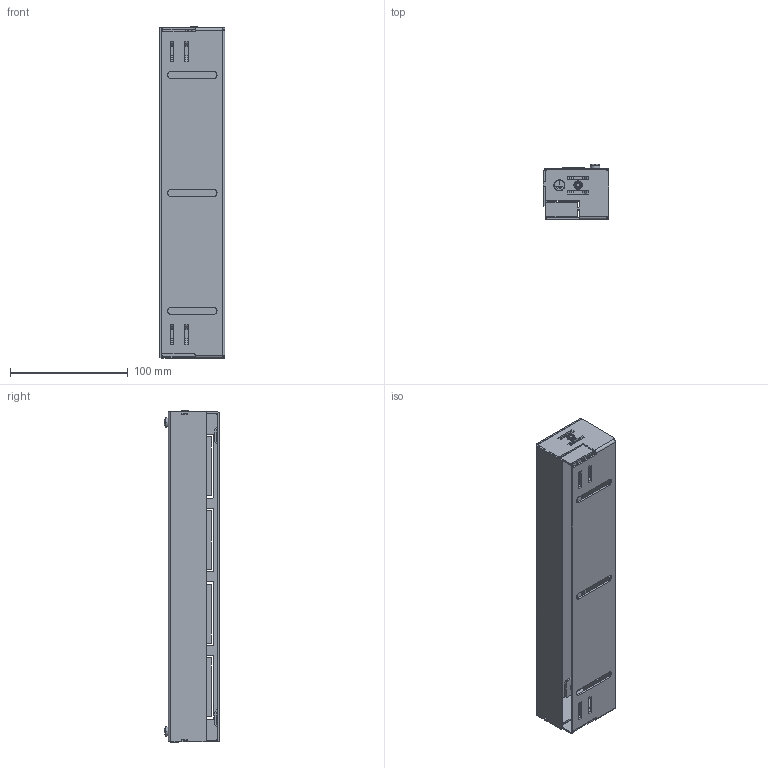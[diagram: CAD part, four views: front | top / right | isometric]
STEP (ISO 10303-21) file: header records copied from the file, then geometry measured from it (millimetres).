
FILE_DESCRIPTION (( 'STEP AP214' ), '1' );
FILE_NAME ('7403684.STEP', '2023-02-07T07:43:03', ( '' ), ( '' ), 'SwSTEP 2.0', 'SolidWorks 2022', '' );
FILE_SCHEMA (( 'AUTOMOTIVE_DESIGN' ));
Length unit declared in the file: millimetre
Products named in the file (7): 35104466_Standard; 116286_30x30; 116615_Standard; 7403684; 109108_Standard; 109107_Standard; 35104262_Standard
Assembly tree (7 placements, depth 2):
  7403684
    109107_Standard
    109108_Standard
    35104466_Standard  x2
    116286_30x30
    116615_Standard
    35104262_Standard
Bounding box: 55.5 x 46.88 x 281.6 mm (x, y, z)
Volume: 76159.8 mm3; surface area: 118627.1 mm2
Topology: 7 solids, 7 shells, 1151 faces, 3099 edges, 2024 vertices
Faces by surface type: plane 724, bspline 228, cylinder 183, torus 12, cone 4
Entity records: 49107 total; most frequent: CARTESIAN_POINT 19841, ORIENTED_EDGE 6078, DIRECTION 4761, EDGE_CURVE 3039, VECTOR 2187, LINE 2187, VERTEX_POINT 1988, AXIS2_PLACEMENT_3D 1287
